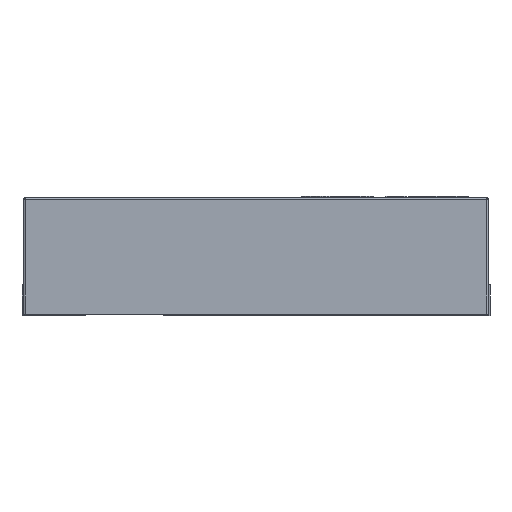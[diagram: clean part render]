
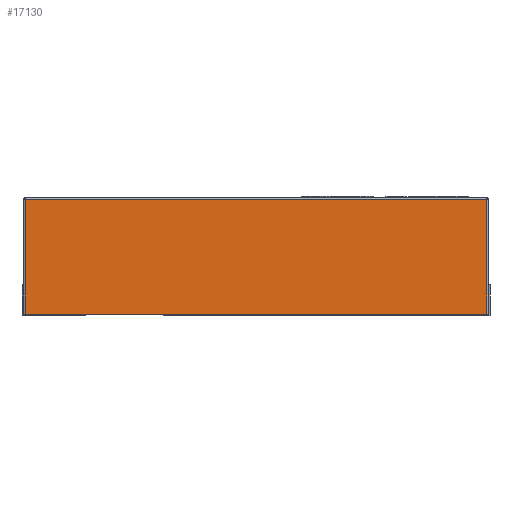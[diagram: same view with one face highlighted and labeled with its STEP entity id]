
A CAD part, front view. The second image highlights one B-rep face of the part: STEP entity #17130.
In plain terms, the highlighted planar face has unit normal (0, -1, 0).
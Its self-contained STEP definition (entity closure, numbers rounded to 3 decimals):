
#274 = FACE_OUTER_BOUND ( 'NONE', #14517, .T. ) ;
#292 = CARTESIAN_POINT ( 'NONE',  ( -1.5, -1.5, -0.01 ) ) ;
#1450 = CARTESIAN_POINT ( 'NONE',  ( -1.49, -1.5, -0.75 ) ) ;
#2353 = CARTESIAN_POINT ( 'NONE',  ( -1.49, -1.5, -0.75 ) ) ;
#2790 = DIRECTION ( 'NONE',  ( 0., -1., 0. ) ) ;
#2989 = LINE ( 'NONE', #11577, #4624 ) ;
#3767 = ORIENTED_EDGE ( 'NONE', *, *, #9838, .T. ) ;
#3977 = CARTESIAN_POINT ( 'NONE',  ( -1.5, -1.5, -0.75 ) ) ;
#4119 = ORIENTED_EDGE ( 'NONE', *, *, #10807, .T. ) ;
#4624 = VECTOR ( 'NONE', #13921, 1000. ) ;
#5810 = LINE ( 'NONE', #7243, #14956 ) ;
#7243 = CARTESIAN_POINT ( 'NONE',  ( -1.5, -1.5, -0.75 ) ) ;
#7533 = CARTESIAN_POINT ( 'NONE',  ( 1.49, -1.5, -0.01 ) ) ;
#7620 = AXIS2_PLACEMENT_3D ( 'NONE', #3977, #2790, #9440 ) ;
#7806 = VECTOR ( 'NONE', #12400, 1000. ) ;
#8357 = PLANE ( 'NONE',  #7620 ) ;
#8949 = VERTEX_POINT ( 'NONE', #13267 ) ;
#9440 = DIRECTION ( 'NONE',  ( 0., 0., -1. ) ) ;
#9838 = EDGE_CURVE ( 'NONE', #8949, #14536, #2989, .T. ) ;
#9984 = LINE ( 'NONE', #292, #16433 ) ;
#10807 = EDGE_CURVE ( 'NONE', #12433, #13542, #13721, .T. ) ;
#11490 = DIRECTION ( 'NONE',  ( -1., 0., 0. ) ) ;
#11577 = CARTESIAN_POINT ( 'NONE',  ( 1.49, -1.5, -0.75 ) ) ;
#12400 = DIRECTION ( 'NONE',  ( 0., 0., -1. ) ) ;
#12433 = VERTEX_POINT ( 'NONE', #13454 ) ;
#12468 = EDGE_CURVE ( 'NONE', #13542, #8949, #5810, .T. ) ;
#13267 = CARTESIAN_POINT ( 'NONE',  ( 1.49, -1.5, -0.75 ) ) ;
#13454 = CARTESIAN_POINT ( 'NONE',  ( -1.49, -1.5, -0.01 ) ) ;
#13542 = VERTEX_POINT ( 'NONE', #2353 ) ;
#13721 = LINE ( 'NONE', #1450, #7806 ) ;
#13921 = DIRECTION ( 'NONE',  ( 0., 0., 1. ) ) ;
#14517 = EDGE_LOOP ( 'NONE', ( #16752, #3767, #16761, #4119 ) ) ;
#14536 = VERTEX_POINT ( 'NONE', #7533 ) ;
#14956 = VECTOR ( 'NONE', #15115, 1000. ) ;
#15115 = DIRECTION ( 'NONE',  ( 1., 0., 0. ) ) ;
#16148 = EDGE_CURVE ( 'NONE', #14536, #12433, #9984, .T. ) ;
#16433 = VECTOR ( 'NONE', #11490, 1000. ) ;
#16752 = ORIENTED_EDGE ( 'NONE', *, *, #12468, .T. ) ;
#16761 = ORIENTED_EDGE ( 'NONE', *, *, #16148, .T. ) ;
#17130 = ADVANCED_FACE ( 'NONE', ( #274 ), #8357, .T. ) ;
